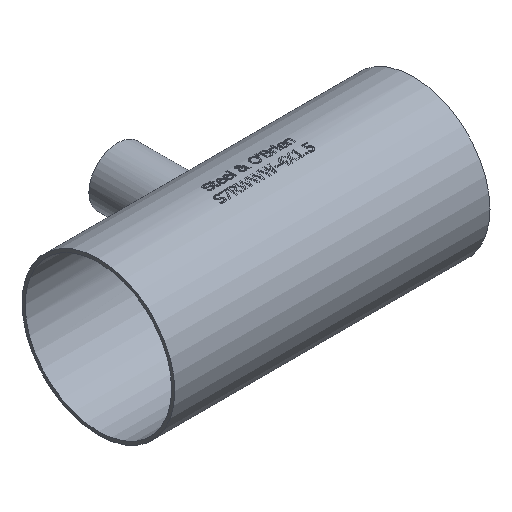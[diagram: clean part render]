
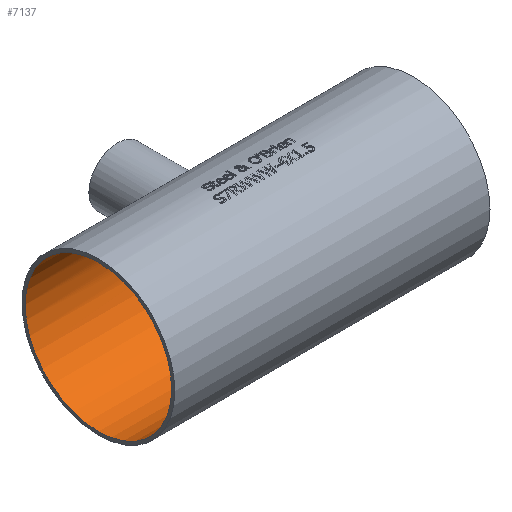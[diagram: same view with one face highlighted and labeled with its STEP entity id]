
A CAD part, isometric view. The second image highlights one B-rep face of the part: STEP entity #7137.
In plain terms, the highlighted cylindrical face has radius 48.692 mm (diameter 97.384 mm), a full revolution.
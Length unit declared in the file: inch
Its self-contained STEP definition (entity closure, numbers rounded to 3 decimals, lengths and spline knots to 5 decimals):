
#145=FACE_BOUND('',#1318,.T.);
#146=FACE_BOUND('',#1319,.T.);
#147=FACE_BOUND('',#1320,.T.);
#1318=EDGE_LOOP('',(#6673));
#1319=EDGE_LOOP('',(#6674));
#1320=EDGE_LOOP('',(#6675));
#2498=CIRCLE('',#7591,1.917);
#2499=CIRCLE('',#7592,1.917);
#2814=B_SPLINE_CURVE_WITH_KNOTS('',3,(#15074,#15075,#15076,#15077,#15078,
#15079,#15080,#15081,#15082,#15083,#15084,#15085,#15086,#15087,#15088,#15089,
#15090,#15091,#15092,#15093,#15094,#15095,#15096,#15097,#15098,#15099,#15100,
#15101,#15102,#15103,#15104,#15105,#15106,#15107,#15108,#15109,#15110,#15111,
#15112,#15113,#15114,#15115,#15116,#15117,#15118,#15119,#15120,#15121,#15122,
#15123,#15124,#15125,#15126,#15127,#15128,#15129,#15130,#15131,#15132,#15133,
#15134,#15135,#15136,#15137,#15138,#15139),.UNSPECIFIED.,.T.,.F.,(4,2,2,
2,2,2,2,2,2,2,2,2,2,2,2,2,2,2,2,2,2,2,2,2,2,2,2,2,2,2,2,2,4),(0.,0.33099,
0.66198,0.99298,1.32397,1.65476,1.98554,
2.31633,2.64711,2.9779,3.30869,3.63947,
3.97026,4.30125,4.63224,4.96324,5.29423,
5.62522,5.95621,6.2872,6.6182,6.94898,
7.27977,7.61056,7.94134,8.27213,8.60291,
8.9337,9.26449,9.59548,9.92647,10.25746,
10.58846),.UNSPECIFIED.);
#3517=VERTEX_POINT('',#15073);
#3518=VERTEX_POINT('',#15141);
#3519=VERTEX_POINT('',#15143);
#4571=EDGE_CURVE('',#3517,#3517,#2814,.T.);
#4572=EDGE_CURVE('',#3518,#3518,#2498,.T.);
#4573=EDGE_CURVE('',#3519,#3519,#2499,.T.);
#6673=ORIENTED_EDGE('',*,*,#4571,.T.);
#6674=ORIENTED_EDGE('',*,*,#4572,.F.);
#6675=ORIENTED_EDGE('',*,*,#4573,.F.);
#6721=CYLINDRICAL_SURFACE('',#7590,1.917);
#7137=ADVANCED_FACE('',(#145,#146,#147),#6721,.F.);
#7590=AXIS2_PLACEMENT_3D('',#15140,#9012,#9013);
#7591=AXIS2_PLACEMENT_3D('',#15142,#9014,#9015);
#7592=AXIS2_PLACEMENT_3D('',#15144,#9016,#9017);
#9012=DIRECTION('center_axis',(-1.,0.,0.));
#9013=DIRECTION('ref_axis',(0.,0.,1.));
#9014=DIRECTION('center_axis',(1.,0.,0.));
#9015=DIRECTION('ref_axis',(0.,0.,1.));
#9016=DIRECTION('center_axis',(-1.,0.,0.));
#9017=DIRECTION('ref_axis',(0.,0.,1.));
#15073=CARTESIAN_POINT('',(0.,1.79044,0.685));
#15074=CARTESIAN_POINT('Ctrl Pts',(0.,1.79044,0.685));
#15075=CARTESIAN_POINT('Ctrl Pts',(0.04344,1.79044,
0.685));
#15076=CARTESIAN_POINT('Ctrl Pts',(0.08822,1.79206,
0.6808));
#15077=CARTESIAN_POINT('Ctrl Pts',(0.17704,1.79862,0.66327));
#15078=CARTESIAN_POINT('Ctrl Pts',(0.22108,1.80355,0.64995));
#15079=CARTESIAN_POINT('Ctrl Pts',(0.30533,1.81581,0.61488));
#15080=CARTESIAN_POINT('Ctrl Pts',(0.34562,1.82313,0.59312));
#15081=CARTESIAN_POINT('Ctrl Pts',(0.42003,1.83869,0.54296));
#15082=CARTESIAN_POINT('Ctrl Pts',(0.45416,1.84691,0.51457));
#15083=CARTESIAN_POINT('Ctrl Pts',(0.51455,1.86268,0.45418));
#15084=CARTESIAN_POINT('Ctrl Pts',(0.54294,1.8708,0.42006));
#15085=CARTESIAN_POINT('Ctrl Pts',(0.5931,1.88597,0.34564));
#15086=CARTESIAN_POINT('Ctrl Pts',(0.61488,1.893,0.30534));
#15087=CARTESIAN_POINT('Ctrl Pts',(0.64996,1.90469,0.22106));
#15088=CARTESIAN_POINT('Ctrl Pts',(0.66328,1.90933,0.17701));
#15089=CARTESIAN_POINT('Ctrl Pts',(0.68081,1.91549,0.08818));
#15090=CARTESIAN_POINT('Ctrl Pts',(0.685,1.917,0.04341));
#15091=CARTESIAN_POINT('Ctrl Pts',(0.685,1.917,-0.04341));
#15092=CARTESIAN_POINT('Ctrl Pts',(0.68081,1.91549,-0.08818));
#15093=CARTESIAN_POINT('Ctrl Pts',(0.66328,1.90933,-0.17701));
#15094=CARTESIAN_POINT('Ctrl Pts',(0.64996,1.90469,-0.22106));
#15095=CARTESIAN_POINT('Ctrl Pts',(0.61488,1.893,-0.30534));
#15096=CARTESIAN_POINT('Ctrl Pts',(0.5931,1.88597,-0.34564));
#15097=CARTESIAN_POINT('Ctrl Pts',(0.54294,1.8708,-0.42006));
#15098=CARTESIAN_POINT('Ctrl Pts',(0.51455,1.86268,-0.45418));
#15099=CARTESIAN_POINT('Ctrl Pts',(0.45416,1.84691,-0.51457));
#15100=CARTESIAN_POINT('Ctrl Pts',(0.42003,1.83869,-0.54296));
#15101=CARTESIAN_POINT('Ctrl Pts',(0.34562,1.82313,-0.59312));
#15102=CARTESIAN_POINT('Ctrl Pts',(0.30533,1.81581,-0.61488));
#15103=CARTESIAN_POINT('Ctrl Pts',(0.22108,1.80355,-0.64995));
#15104=CARTESIAN_POINT('Ctrl Pts',(0.17704,1.79862,-0.66327));
#15105=CARTESIAN_POINT('Ctrl Pts',(0.08822,1.79206,
-0.6808));
#15106=CARTESIAN_POINT('Ctrl Pts',(0.04344,1.79044,
-0.685));
#15107=CARTESIAN_POINT('Ctrl Pts',(-0.04344,1.79044,
-0.685));
#15108=CARTESIAN_POINT('Ctrl Pts',(-0.08822,1.79206,
-0.6808));
#15109=CARTESIAN_POINT('Ctrl Pts',(-0.17704,1.79862,
-0.66327));
#15110=CARTESIAN_POINT('Ctrl Pts',(-0.22108,1.80355,-0.64995));
#15111=CARTESIAN_POINT('Ctrl Pts',(-0.30533,1.81581,
-0.61488));
#15112=CARTESIAN_POINT('Ctrl Pts',(-0.34562,1.82313,
-0.59312));
#15113=CARTESIAN_POINT('Ctrl Pts',(-0.42003,1.83869,
-0.54296));
#15114=CARTESIAN_POINT('Ctrl Pts',(-0.45416,1.84691,
-0.51457));
#15115=CARTESIAN_POINT('Ctrl Pts',(-0.51455,1.86268,
-0.45418));
#15116=CARTESIAN_POINT('Ctrl Pts',(-0.54294,1.8708,-0.42006));
#15117=CARTESIAN_POINT('Ctrl Pts',(-0.5931,1.88597,
-0.34564));
#15118=CARTESIAN_POINT('Ctrl Pts',(-0.61488,1.893,
-0.30534));
#15119=CARTESIAN_POINT('Ctrl Pts',(-0.64996,1.90469,-0.22106));
#15120=CARTESIAN_POINT('Ctrl Pts',(-0.66328,1.90933,
-0.17701));
#15121=CARTESIAN_POINT('Ctrl Pts',(-0.68081,1.91549,
-0.08818));
#15122=CARTESIAN_POINT('Ctrl Pts',(-0.685,1.917,-0.04341));
#15123=CARTESIAN_POINT('Ctrl Pts',(-0.685,1.917,0.04341));
#15124=CARTESIAN_POINT('Ctrl Pts',(-0.68081,1.91549,
0.08818));
#15125=CARTESIAN_POINT('Ctrl Pts',(-0.66328,1.90933,
0.17701));
#15126=CARTESIAN_POINT('Ctrl Pts',(-0.64996,1.90469,0.22106));
#15127=CARTESIAN_POINT('Ctrl Pts',(-0.61488,1.893,
0.30534));
#15128=CARTESIAN_POINT('Ctrl Pts',(-0.5931,1.88597,
0.34564));
#15129=CARTESIAN_POINT('Ctrl Pts',(-0.54294,1.8708,0.42006));
#15130=CARTESIAN_POINT('Ctrl Pts',(-0.51455,1.86268,0.45418));
#15131=CARTESIAN_POINT('Ctrl Pts',(-0.45416,1.84691,
0.51457));
#15132=CARTESIAN_POINT('Ctrl Pts',(-0.42003,1.83869,
0.54296));
#15133=CARTESIAN_POINT('Ctrl Pts',(-0.34562,1.82313,
0.59312));
#15134=CARTESIAN_POINT('Ctrl Pts',(-0.30533,1.81581,
0.61488));
#15135=CARTESIAN_POINT('Ctrl Pts',(-0.22108,1.80355,0.64995));
#15136=CARTESIAN_POINT('Ctrl Pts',(-0.17704,1.79862,
0.66327));
#15137=CARTESIAN_POINT('Ctrl Pts',(-0.08822,1.79206,
0.6808));
#15138=CARTESIAN_POINT('Ctrl Pts',(-0.04344,1.79044,
0.685));
#15139=CARTESIAN_POINT('Ctrl Pts',(0.,1.79044,
0.685));
#15140=CARTESIAN_POINT('Origin',(4.125,0.,0.));
#15141=CARTESIAN_POINT('',(-4.125,0.,-1.917));
#15142=CARTESIAN_POINT('Origin',(-4.125,0.,0.));
#15143=CARTESIAN_POINT('',(4.125,0.,-1.917));
#15144=CARTESIAN_POINT('Origin',(4.125,0.,0.));
